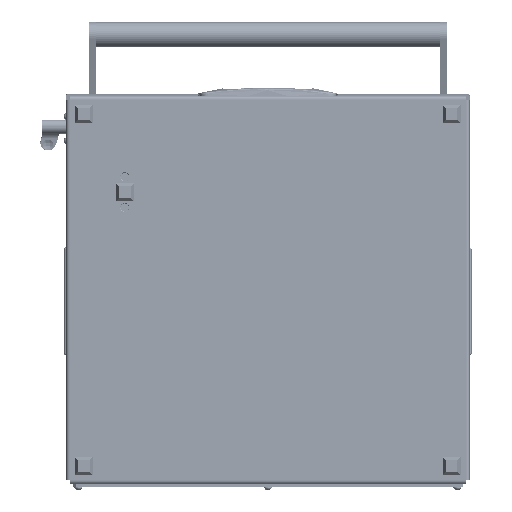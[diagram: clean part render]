
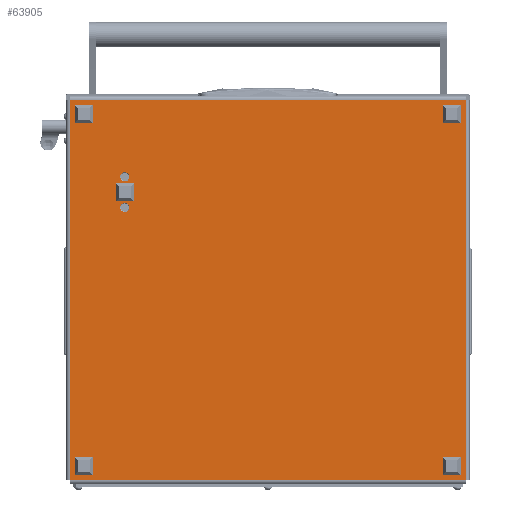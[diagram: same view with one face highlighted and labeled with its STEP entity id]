
A CAD part, front view. The second image highlights one B-rep face of the part: STEP entity #63905.
In plain terms, the highlighted face is planar.
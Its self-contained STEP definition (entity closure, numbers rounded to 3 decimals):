
#1209 = EDGE_LOOP ( 'NONE', ( #75753, #86201 ) ) ;
#2569 = CARTESIAN_POINT ( 'NONE',  ( 2., 452., 0. ) ) ;
#4107 = ORIENTED_EDGE ( 'NONE', *, *, #25969, .F. ) ;
#9099 = DIRECTION ( 'NONE',  ( -1., 0., 0. ) ) ;
#9895 = CIRCLE ( 'NONE', #93004, 5.2 ) ;
#9937 = VECTOR ( 'NONE', #101598, 1000. ) ;
#14219 = EDGE_CURVE ( 'NONE', #29428, #87690, #68877, .T. ) ;
#15166 = CARTESIAN_POINT ( 'NONE',  ( 436., 0., 0. ) ) ;
#16240 = DIRECTION ( 'NONE',  ( 0., 0., -1. ) ) ;
#17098 = DIRECTION ( 'NONE',  ( -1., 0., 0. ) ) ;
#18603 = CARTESIAN_POINT ( 'NONE',  ( 0., 452., 0. ) ) ;
#21109 = ORIENTED_EDGE ( 'NONE', *, *, #118001, .T. ) ;
#22756 = DIRECTION ( 'NONE',  ( -1., 0., 0. ) ) ;
#25941 = LINE ( 'NONE', #15166, #9937 ) ;
#25969 = EDGE_CURVE ( 'NONE', #74736, #109489, #9895, .T. ) ;
#26393 = CARTESIAN_POINT ( 'NONE',  ( 90., 389., 0. ) ) ;
#26727 = CARTESIAN_POINT ( 'NONE',  ( 2., 0., 0. ) ) ;
#29282 = CIRCLE ( 'NONE', #31256, 5.2 ) ;
#29428 = VERTEX_POINT ( 'NONE', #55440 ) ;
#30661 = LINE ( 'NONE', #60480, #51840 ) ;
#30935 = LINE ( 'NONE', #69663, #34532 ) ;
#31256 = AXIS2_PLACEMENT_3D ( 'NONE', #26393, #16240, #93782 ) ;
#31876 = DIRECTION ( 'NONE',  ( -1., 0., 0. ) ) ;
#32900 = CARTESIAN_POINT ( 'NONE',  ( 125., 389., 0. ) ) ;
#32970 = AXIS2_PLACEMENT_3D ( 'NONE', #18603, #96108, #9099 ) ;
#34532 = VECTOR ( 'NONE', #108431, 1000. ) ;
#37624 = FACE_BOUND ( 'NONE', #93853, .T. ) ;
#41746 = VECTOR ( 'NONE', #65484, 1000. ) ;
#46189 = EDGE_CURVE ( 'NONE', #100170, #111268, #30935, .T. ) ;
#47124 = ORIENTED_EDGE ( 'NONE', *, *, #79758, .T. ) ;
#47808 = FACE_OUTER_BOUND ( 'NONE', #80556, .T. ) ;
#51840 = VECTOR ( 'NONE', #31876, 1000. ) ;
#53383 = DIRECTION ( 'NONE',  ( -1., 0., 0. ) ) ;
#55440 = CARTESIAN_POINT ( 'NONE',  ( 119.8, 389., 0. ) ) ;
#57769 = CARTESIAN_POINT ( 'NONE',  ( 2., 0., 0. ) ) ;
#60166 = CARTESIAN_POINT ( 'NONE',  ( 130.2, 389., 0. ) ) ;
#60480 = CARTESIAN_POINT ( 'NONE',  ( 0., 452., 0. ) ) ;
#61074 = DIRECTION ( 'NONE',  ( 0., 0., -1. ) ) ;
#61302 = CIRCLE ( 'NONE', #110009, 5.2 ) ;
#63247 = EDGE_CURVE ( 'NONE', #87690, #29428, #61302, .T. ) ;
#63541 = CARTESIAN_POINT ( 'NONE',  ( 125., 389., 0. ) ) ;
#63905 = ADVANCED_FACE ( 'NONE', ( #37624, #76373, #47808 ), #105657, .T. ) ;
#64921 = VERTEX_POINT ( 'NONE', #2569 ) ;
#65484 = DIRECTION ( 'NONE',  ( 0., 1., 0. ) ) ;
#68877 = CIRCLE ( 'NONE', #74946, 5.2 ) ;
#69663 = CARTESIAN_POINT ( 'NONE',  ( 436., 452., 0. ) ) ;
#71023 = DIRECTION ( 'NONE',  ( 0., 0., -1. ) ) ;
#74736 = VERTEX_POINT ( 'NONE', #77029 ) ;
#74805 = CARTESIAN_POINT ( 'NONE',  ( 436., 452., 0. ) ) ;
#74946 = AXIS2_PLACEMENT_3D ( 'NONE', #63541, #61074, #53383 ) ;
#75001 = LINE ( 'NONE', #26727, #41746 ) ;
#75753 = ORIENTED_EDGE ( 'NONE', *, *, #14219, .F. ) ;
#76373 = FACE_BOUND ( 'NONE', #1209, .T. ) ;
#77029 = CARTESIAN_POINT ( 'NONE',  ( 95.2, 389., 0. ) ) ;
#77608 = EDGE_CURVE ( 'NONE', #109489, #74736, #29282, .T. ) ;
#77657 = ORIENTED_EDGE ( 'NONE', *, *, #77608, .F. ) ;
#79758 = EDGE_CURVE ( 'NONE', #114020, #64921, #75001, .T. ) ;
#80244 = ORIENTED_EDGE ( 'NONE', *, *, #92386, .F. ) ;
#80556 = EDGE_LOOP ( 'NONE', ( #21109, #47124, #80244, #86344 ) ) ;
#84469 = DIRECTION ( 'NONE',  ( 0., 0., -1. ) ) ;
#86201 = ORIENTED_EDGE ( 'NONE', *, *, #63247, .F. ) ;
#86344 = ORIENTED_EDGE ( 'NONE', *, *, #46189, .T. ) ;
#87690 = VERTEX_POINT ( 'NONE', #60166 ) ;
#92386 = EDGE_CURVE ( 'NONE', #100170, #64921, #30661, .T. ) ;
#93004 = AXIS2_PLACEMENT_3D ( 'NONE', #96491, #84469, #17098 ) ;
#93228 = CARTESIAN_POINT ( 'NONE',  ( 84.8, 389., 0. ) ) ;
#93782 = DIRECTION ( 'NONE',  ( -1., 0., 0. ) ) ;
#93853 = EDGE_LOOP ( 'NONE', ( #77657, #4107 ) ) ;
#96108 = DIRECTION ( 'NONE',  ( 0., 0., -1. ) ) ;
#96491 = CARTESIAN_POINT ( 'NONE',  ( 90., 389., 0. ) ) ;
#100170 = VERTEX_POINT ( 'NONE', #74805 ) ;
#100488 = CARTESIAN_POINT ( 'NONE',  ( 436., 0., 0. ) ) ;
#101598 = DIRECTION ( 'NONE',  ( -1., 0., 0. ) ) ;
#105657 = PLANE ( 'NONE',  #32970 ) ;
#108431 = DIRECTION ( 'NONE',  ( 0., -1., 0. ) ) ;
#109489 = VERTEX_POINT ( 'NONE', #93228 ) ;
#110009 = AXIS2_PLACEMENT_3D ( 'NONE', #32900, #71023, #22756 ) ;
#111268 = VERTEX_POINT ( 'NONE', #100488 ) ;
#114020 = VERTEX_POINT ( 'NONE', #57769 ) ;
#118001 = EDGE_CURVE ( 'NONE', #111268, #114020, #25941, .T. ) ;
